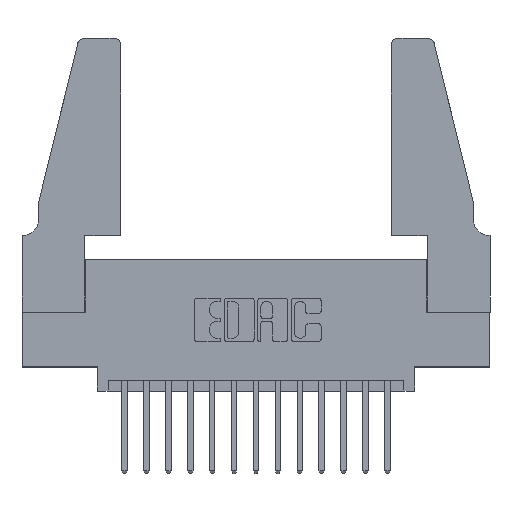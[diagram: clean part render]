
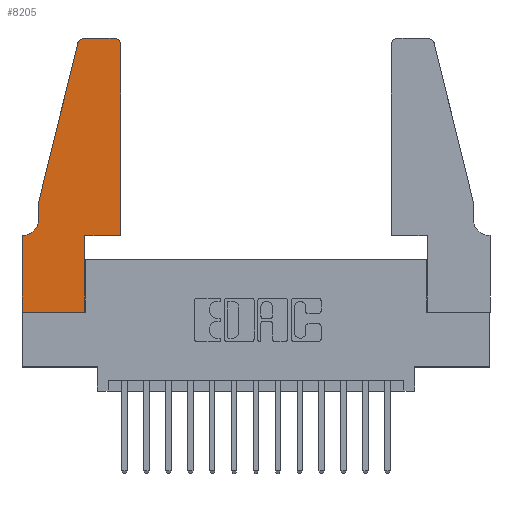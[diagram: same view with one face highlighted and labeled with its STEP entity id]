
A CAD part, top view. The second image highlights one B-rep face of the part: STEP entity #8205.
In plain terms, the highlighted planar face has unit normal (0, 0, 1).
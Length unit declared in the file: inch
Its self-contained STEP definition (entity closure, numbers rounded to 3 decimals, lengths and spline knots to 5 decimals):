
#44 = ORIENTED_EDGE ( 'NONE', *, *, #10067, .T. ) ;
#128 = CIRCLE ( 'NONE', #12486, 0.07 ) ;
#228 = VERTEX_POINT ( 'NONE', #4993 ) ;
#229 = VECTOR ( 'NONE', #4688, 39.37008 ) ;
#425 = CARTESIAN_POINT ( 'NONE',  ( 0., 0., 0.37 ) ) ;
#489 = VECTOR ( 'NONE', #3576, 39.37008 ) ;
#560 = LINE ( 'NONE', #3717, #9348 ) ;
#768 = DIRECTION ( 'NONE',  ( 0., 0., 1. ) ) ;
#1027 = LINE ( 'NONE', #10948, #229 ) ;
#1375 = EDGE_CURVE ( 'NONE', #8660, #15782, #4907, .T. ) ;
#1635 = LINE ( 'NONE', #8428, #12718 ) ;
#1789 = FACE_OUTER_BOUND ( 'NONE', #7335, .T. ) ;
#1865 = CARTESIAN_POINT ( 'NONE',  ( 0.4205, 1.22, 0.37 ) ) ;
#2221 = CARTESIAN_POINT ( 'NONE',  ( 0.2865, 0.35, 0.37 ) ) ;
#2351 = EDGE_CURVE ( 'NONE', #10201, #6874, #7459, .T. ) ;
#2394 = LINE ( 'NONE', #2221, #10353 ) ;
#2417 = DIRECTION ( 'NONE',  ( -1., 0., 0. ) ) ;
#2443 = DIRECTION ( 'NONE',  ( 0., 0., 1. ) ) ;
#2876 = VERTEX_POINT ( 'NONE', #3575 ) ;
#2882 = CIRCLE ( 'NONE', #14093, 0.03 ) ;
#3125 = EDGE_CURVE ( 'NONE', #4252, #14059, #2882, .T. ) ;
#3519 = VECTOR ( 'NONE', #16265, 39.37008 ) ;
#3575 = CARTESIAN_POINT ( 'NONE',  ( 0.0055, 0.35, 0.37 ) ) ;
#3576 = DIRECTION ( 'NONE',  ( -1., 0., 0. ) ) ;
#3691 = DIRECTION ( 'NONE',  ( 0., 0., -1. ) ) ;
#3717 = CARTESIAN_POINT ( 'NONE',  ( 0.2605, 1.25, 0.37 ) ) ;
#3908 = EDGE_CURVE ( 'NONE', #2876, #8427, #5857, .T. ) ;
#4250 = DIRECTION ( 'NONE',  ( 1., 0., 0. ) ) ;
#4252 = VERTEX_POINT ( 'NONE', #10346 ) ;
#4596 = CARTESIAN_POINT ( 'NONE',  ( 0.0755, 0.42, 0.37 ) ) ;
#4613 = ORIENTED_EDGE ( 'NONE', *, *, #8179, .T. ) ;
#4688 = DIRECTION ( 'NONE',  ( 0., 1., 0. ) ) ;
#4730 = EDGE_CURVE ( 'NONE', #228, #15519, #9439, .T. ) ;
#4907 = LINE ( 'NONE', #11366, #3519 ) ;
#4993 = CARTESIAN_POINT ( 'NONE',  ( 0., 0., 0.37 ) ) ;
#5064 = DIRECTION ( 'NONE',  ( 1., 0., 0. ) ) ;
#5857 = LINE ( 'NONE', #14796, #489 ) ;
#5912 = ORIENTED_EDGE ( 'NONE', *, *, #12749, .T. ) ;
#6286 = CARTESIAN_POINT ( 'NONE',  ( 0.284, 1.22, 0.37 ) ) ;
#6371 = CARTESIAN_POINT ( 'NONE',  ( 0.0055, 0.42, 0.37 ) ) ;
#6431 = ORIENTED_EDGE ( 'NONE', *, *, #13196, .T. ) ;
#6595 = VERTEX_POINT ( 'NONE', #4596 ) ;
#6874 = VERTEX_POINT ( 'NONE', #9719 ) ;
#6890 = ORIENTED_EDGE ( 'NONE', *, *, #8830, .T. ) ;
#7335 = EDGE_LOOP ( 'NONE', ( #4613, #13904, #6431, #6890, #44, #9996, #15812, #12654, #5912, #9985, #14852, #9920 ) ) ;
#7459 = CIRCLE ( 'NONE', #12160, 0.03 ) ;
#8144 = AXIS2_PLACEMENT_3D ( 'NONE', #15071, #2443, #5064 ) ;
#8179 = EDGE_CURVE ( 'NONE', #14059, #10201, #560, .T. ) ;
#8205 = ADVANCED_FACE ( 'NONE', ( #1789 ), #11146, .T. ) ;
#8427 = VERTEX_POINT ( 'NONE', #11770 ) ;
#8428 = CARTESIAN_POINT ( 'NONE',  ( 0.0755, 0.5, 0.37 ) ) ;
#8615 = DIRECTION ( 'NONE',  ( 1., 0., 0. ) ) ;
#8632 = EDGE_CURVE ( 'NONE', #8427, #228, #13071, .T. ) ;
#8660 = VERTEX_POINT ( 'NONE', #9895 ) ;
#8830 = EDGE_CURVE ( 'NONE', #12076, #6595, #11063, .T. ) ;
#9348 = VECTOR ( 'NONE', #11320, 39.37008 ) ;
#9439 = LINE ( 'NONE', #425, #9623 ) ;
#9623 = VECTOR ( 'NONE', #4250, 39.37008 ) ;
#9664 = DIRECTION ( 'NONE',  ( -0.239, -0.971, 0. ) ) ;
#9717 = VECTOR ( 'NONE', #15068, 39.37008 ) ;
#9719 = CARTESIAN_POINT ( 'NONE',  ( 0.25487, 1.22718, 0.37 ) ) ;
#9895 = CARTESIAN_POINT ( 'NONE',  ( 0.2865, 0.35, 0.37 ) ) ;
#9920 = ORIENTED_EDGE ( 'NONE', *, *, #3125, .T. ) ;
#9985 = ORIENTED_EDGE ( 'NONE', *, *, #1375, .T. ) ;
#9996 = ORIENTED_EDGE ( 'NONE', *, *, #3908, .T. ) ;
#10067 = EDGE_CURVE ( 'NONE', #6595, #2876, #128, .T. ) ;
#10201 = VERTEX_POINT ( 'NONE', #12954 ) ;
#10346 = CARTESIAN_POINT ( 'NONE',  ( 0.4505, 1.22, 0.37 ) ) ;
#10353 = VECTOR ( 'NONE', #12364, 39.37008 ) ;
#10546 = CARTESIAN_POINT ( 'NONE',  ( 0.0755, 0.5, 0.37 ) ) ;
#10948 = CARTESIAN_POINT ( 'NONE',  ( 0.4505, 0.35, 0.37 ) ) ;
#11021 = CARTESIAN_POINT ( 'NONE',  ( 0.4505, 0.35, 0.37 ) ) ;
#11063 = LINE ( 'NONE', #10546, #16239 ) ;
#11146 = PLANE ( 'NONE',  #8144 ) ;
#11320 = DIRECTION ( 'NONE',  ( -1., 0., 0. ) ) ;
#11366 = CARTESIAN_POINT ( 'NONE',  ( 0.4505, 0.35, 0.37 ) ) ;
#11770 = CARTESIAN_POINT ( 'NONE',  ( 0., 0.35, 0.37 ) ) ;
#11820 = DIRECTION ( 'NONE',  ( 0., -1., 0. ) ) ;
#12076 = VERTEX_POINT ( 'NONE', #15047 ) ;
#12160 = AXIS2_PLACEMENT_3D ( 'NONE', #6286, #16219, #8615 ) ;
#12364 = DIRECTION ( 'NONE',  ( 0., 1., 0. ) ) ;
#12486 = AXIS2_PLACEMENT_3D ( 'NONE', #6371, #3691, #2417 ) ;
#12654 = ORIENTED_EDGE ( 'NONE', *, *, #4730, .T. ) ;
#12718 = VECTOR ( 'NONE', #9664, 39.37008 ) ;
#12749 = EDGE_CURVE ( 'NONE', #15519, #8660, #2394, .T. ) ;
#12954 = CARTESIAN_POINT ( 'NONE',  ( 0.284, 1.25, 0.37 ) ) ;
#13071 = LINE ( 'NONE', #13546, #9717 ) ;
#13196 = EDGE_CURVE ( 'NONE', #6874, #12076, #1635, .T. ) ;
#13251 = EDGE_CURVE ( 'NONE', #15782, #4252, #1027, .T. ) ;
#13380 = DIRECTION ( 'NONE',  ( 1., 0., 0. ) ) ;
#13546 = CARTESIAN_POINT ( 'NONE',  ( 0., 0., 0.37 ) ) ;
#13904 = ORIENTED_EDGE ( 'NONE', *, *, #2351, .T. ) ;
#14059 = VERTEX_POINT ( 'NONE', #14176 ) ;
#14093 = AXIS2_PLACEMENT_3D ( 'NONE', #1865, #768, #13380 ) ;
#14176 = CARTESIAN_POINT ( 'NONE',  ( 0.4205, 1.25, 0.37 ) ) ;
#14796 = CARTESIAN_POINT ( 'NONE',  ( 0.0755, 0.35, 0.37 ) ) ;
#14852 = ORIENTED_EDGE ( 'NONE', *, *, #13251, .T. ) ;
#15047 = CARTESIAN_POINT ( 'NONE',  ( 0.0755, 0.5, 0.37 ) ) ;
#15068 = DIRECTION ( 'NONE',  ( 0., -1., 0. ) ) ;
#15071 = CARTESIAN_POINT ( 'NONE',  ( 0., 0.35, 0.37 ) ) ;
#15519 = VERTEX_POINT ( 'NONE', #15613 ) ;
#15613 = CARTESIAN_POINT ( 'NONE',  ( 0.2865, 0., 0.37 ) ) ;
#15782 = VERTEX_POINT ( 'NONE', #11021 ) ;
#15812 = ORIENTED_EDGE ( 'NONE', *, *, #8632, .T. ) ;
#16219 = DIRECTION ( 'NONE',  ( 0., 0., 1. ) ) ;
#16239 = VECTOR ( 'NONE', #11820, 39.37008 ) ;
#16265 = DIRECTION ( 'NONE',  ( 1., 0., 0. ) ) ;
